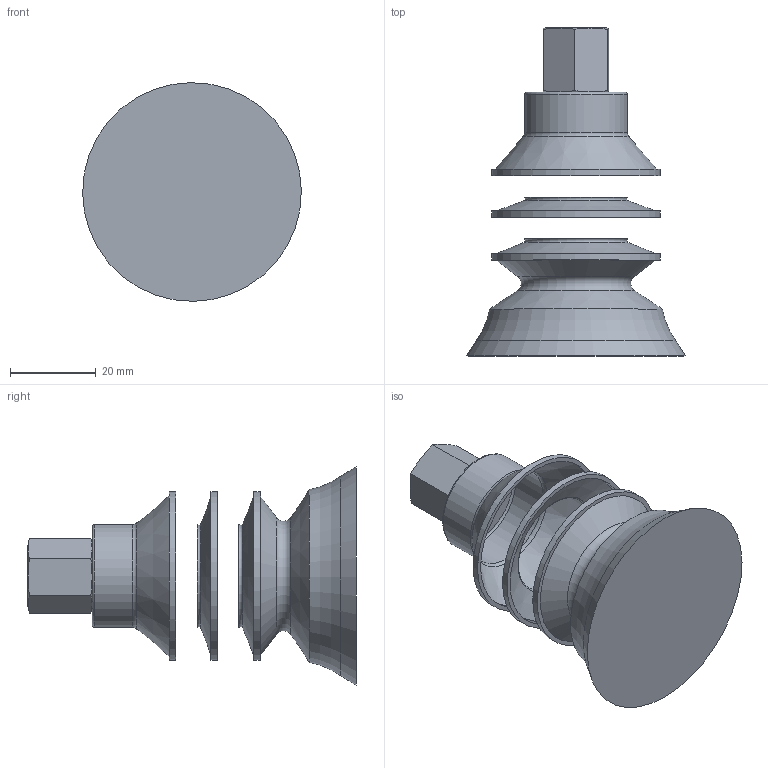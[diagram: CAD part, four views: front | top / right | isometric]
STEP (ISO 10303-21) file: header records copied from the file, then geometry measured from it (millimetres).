
FILE_DESCRIPTION(/* description */ (''),/* implementation_level */ '2;1');
FILE_NAME(/* name */ 'vf51-3nsh30sb_rac7r1-8h.stp',/* time_stamp */ '2022-01-04T12:24:37+01:00',/* author */ ('enginyeria'),/* organization */ (''),/* preprocessor_version */ 'ST-DEVELOPER v17.2',/* originating_system */ 'Autodesk Inventor 2019',/* authorisation */ '');
FILE_SCHEMA (('AUTOMOTIVE_DESIGN { 1 0 10303 214 3 1 1 }'));
Length unit declared in the file: millimetre
Products named in the file (1): Pieza16
Bounding box: 51 x 76.5 x 51 mm (x, y, z)
Volume: 55935.3 mm3; surface area: 13574.4 mm2
Topology: 1 solids, 2 shells, 43 faces, 116 edges, 83 vertices
Faces by surface type: plane 16, cone 12, torus 9, cylinder 6
Full cylindrical faces by diameter (mm): 8.566 x1, 9 x1, 24 x1, 39.3 x3
Entity records: 1686 total; most frequent: CARTESIAN_POINT 437, DIRECTION 266, ORIENTED_EDGE 230, AXIS2_PLACEMENT_3D 121, EDGE_CURVE 115, VERTEX_POINT 83, CIRCLE 77, EDGE_LOOP 52
